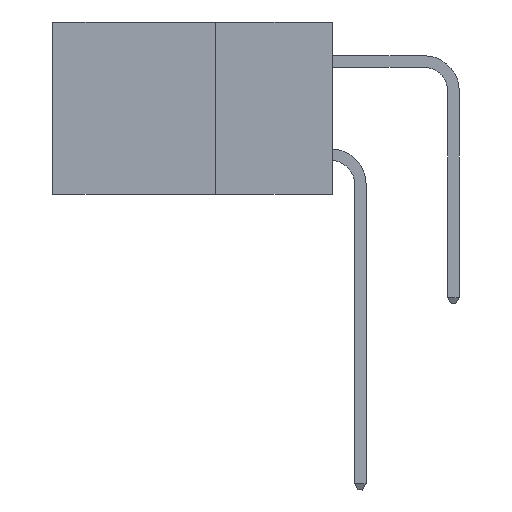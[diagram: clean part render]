
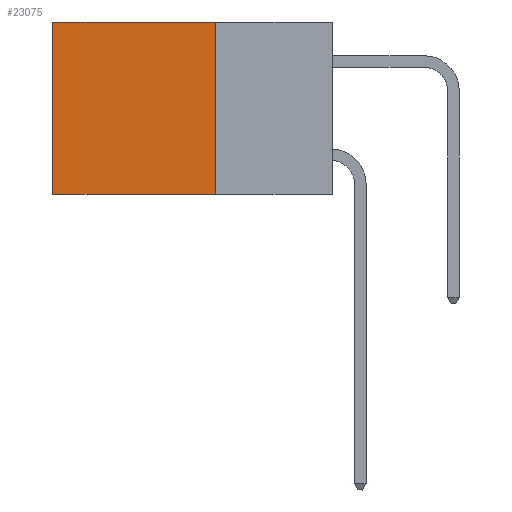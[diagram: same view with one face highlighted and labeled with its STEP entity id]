
A CAD part, left-side view. The second image highlights one B-rep face of the part: STEP entity #23075.
In plain terms, the highlighted planar face has unit normal (-1, 0, 0).
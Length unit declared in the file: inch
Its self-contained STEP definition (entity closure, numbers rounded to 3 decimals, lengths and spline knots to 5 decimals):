
#1259 = EDGE_CURVE ( 'NONE', #9629, #6307, #26438, .T. ) ;
#1580 = LINE ( 'NONE', #15028, #9014 ) ;
#1910 = CARTESIAN_POINT ( 'NONE',  ( 0.298, 0.6, 0. ) ) ;
#2804 = CARTESIAN_POINT ( 'NONE',  ( 0.298, 0.25, 0. ) ) ;
#3959 = VERTEX_POINT ( 'NONE', #8746 ) ;
#4345 = CARTESIAN_POINT ( 'NONE',  ( 0.298, 0.6, 0. ) ) ;
#5818 = VERTEX_POINT ( 'NONE', #18126 ) ;
#6307 = VERTEX_POINT ( 'NONE', #1910 ) ;
#7843 = CARTESIAN_POINT ( 'NONE',  ( 0.298, 0.25, 0. ) ) ;
#8123 = DIRECTION ( 'NONE',  ( 0., 0., -1. ) ) ;
#8746 = CARTESIAN_POINT ( 'NONE',  ( 0.298, 0.6, -0.37 ) ) ;
#9014 = VECTOR ( 'NONE', #9652, 39.37008 ) ;
#9629 = VERTEX_POINT ( 'NONE', #18578 ) ;
#9652 = DIRECTION ( 'NONE',  ( 0., 1., 0. ) ) ;
#11123 = AXIS2_PLACEMENT_3D ( 'NONE', #2804, #20450, #8123 ) ;
#11737 = ORIENTED_EDGE ( 'NONE', *, *, #1259, .T. ) ;
#12052 = CARTESIAN_POINT ( 'NONE',  ( 0.298, 0.25, 0. ) ) ;
#14181 = LINE ( 'NONE', #12052, #30599 ) ;
#14409 = EDGE_CURVE ( 'NONE', #9629, #5818, #14181, .T. ) ;
#14432 = FACE_OUTER_BOUND ( 'NONE', #15600, .T. ) ;
#14609 = DIRECTION ( 'NONE',  ( 0., 0., -1. ) ) ;
#15028 = CARTESIAN_POINT ( 'NONE',  ( 0.298, 0.25, -0.37 ) ) ;
#15591 = DIRECTION ( 'NONE',  ( 0., 1., 0. ) ) ;
#15600 = EDGE_LOOP ( 'NONE', ( #21052, #28543, #21312, #11737 ) ) ;
#17720 = PLANE ( 'NONE',  #11123 ) ;
#18126 = CARTESIAN_POINT ( 'NONE',  ( 0.298, 0.25, -0.37 ) ) ;
#18578 = CARTESIAN_POINT ( 'NONE',  ( 0.298, 0.25, 0. ) ) ;
#19061 = LINE ( 'NONE', #4345, #19850 ) ;
#19622 = EDGE_CURVE ( 'NONE', #6307, #3959, #19061, .T. ) ;
#19692 = DIRECTION ( 'NONE',  ( 0., 0., -1. ) ) ;
#19834 = VECTOR ( 'NONE', #15591, 39.37008 ) ;
#19850 = VECTOR ( 'NONE', #14609, 39.37008 ) ;
#20450 = DIRECTION ( 'NONE',  ( 1., 0., 0. ) ) ;
#21052 = ORIENTED_EDGE ( 'NONE', *, *, #19622, .T. ) ;
#21312 = ORIENTED_EDGE ( 'NONE', *, *, #14409, .F. ) ;
#23075 = ADVANCED_FACE ( 'NONE', ( #14432 ), #17720, .F. ) ;
#25715 = EDGE_CURVE ( 'NONE', #5818, #3959, #1580, .T. ) ;
#26438 = LINE ( 'NONE', #7843, #19834 ) ;
#28543 = ORIENTED_EDGE ( 'NONE', *, *, #25715, .F. ) ;
#30599 = VECTOR ( 'NONE', #19692, 39.37008 ) ;
